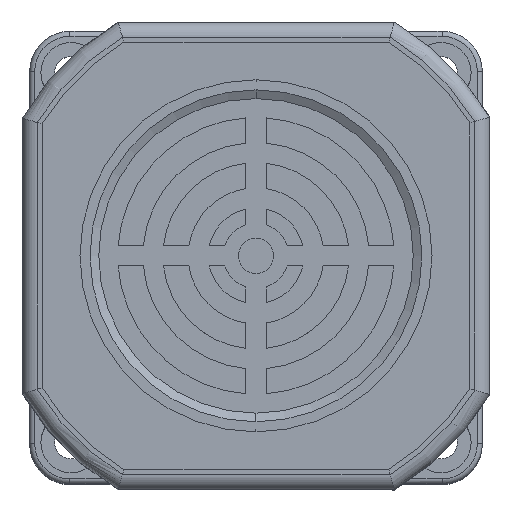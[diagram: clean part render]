
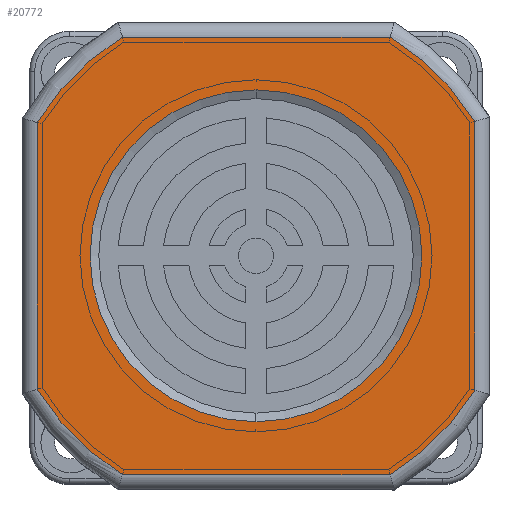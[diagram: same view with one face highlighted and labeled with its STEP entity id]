
A CAD part, top view. The second image highlights one B-rep face of the part: STEP entity #20772.
In plain terms, the highlighted face is planar.
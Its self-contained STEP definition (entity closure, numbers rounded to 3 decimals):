
#225 = CARTESIAN_POINT ( 'NONE',  ( 0., 0., -33. ) ) ;
#564 = DIRECTION ( 'NONE',  ( 0., 0., 1. ) ) ;
#852 = LINE ( 'NONE', #15843, #20893 ) ;
#984 = DIRECTION ( 'NONE',  ( 0., 0., -1. ) ) ;
#1231 = DIRECTION ( 'NONE',  ( 1., 0., 0. ) ) ;
#1342 = AXIS2_PLACEMENT_3D ( 'NONE', #7572, #9540, #23101 ) ;
#2495 = CARTESIAN_POINT ( 'NONE',  ( 26.673, 0., -43.5 ) ) ;
#2709 = LINE ( 'NONE', #22716, #22714 ) ;
#2911 = VERTEX_POINT ( 'NONE', #24314 ) ;
#3055 = CARTESIAN_POINT ( 'NONE',  ( -26.572, 0., -43.5 ) ) ;
#3230 = CARTESIAN_POINT ( 'NONE',  ( 0.05, 0., 0. ) ) ;
#3438 = DIRECTION ( 'NONE',  ( 0., -1., 0. ) ) ;
#3758 = AXIS2_PLACEMENT_3D ( 'NONE', #22505, #10914, #24446 ) ;
#3915 = AXIS2_PLACEMENT_3D ( 'NONE', #20327, #8670, #22255 ) ;
#4476 = ORIENTED_EDGE ( 'NONE', *, *, #15995, .F. ) ;
#4528 = CARTESIAN_POINT ( 'NONE',  ( 43.5, 0., -26.705 ) ) ;
#4632 = AXIS2_PLACEMENT_3D ( 'NONE', #23777, #12235, #564 ) ;
#4705 = AXIS2_PLACEMENT_3D ( 'NONE', #23202, #11624, #25144 ) ;
#5165 = DIRECTION ( 'NONE',  ( 0., 0., 1. ) ) ;
#5426 = AXIS2_PLACEMENT_3D ( 'NONE', #3230, #16845, #5165 ) ;
#5975 = VERTEX_POINT ( 'NONE', #225 ) ;
#7415 = VERTEX_POINT ( 'NONE', #13294 ) ;
#7572 = CARTESIAN_POINT ( 'NONE',  ( 0.05, 0., 0. ) ) ;
#8038 = ORIENTED_EDGE ( 'NONE', *, *, #19832, .T. ) ;
#8433 = CIRCLE ( 'NONE', #5426, 51. ) ;
#8670 = DIRECTION ( 'NONE',  ( 0., -1., 0. ) ) ;
#8779 = CARTESIAN_POINT ( 'NONE',  ( 0., 0., 33. ) ) ;
#9345 = LINE ( 'NONE', #20009, #14006 ) ;
#9540 = DIRECTION ( 'NONE',  ( 0., 1., 0. ) ) ;
#9628 = VERTEX_POINT ( 'NONE', #15455 ) ;
#9868 = ORIENTED_EDGE ( 'NONE', *, *, #19467, .T. ) ;
#9884 = VERTEX_POINT ( 'NONE', #3055 ) ;
#10276 = FACE_OUTER_BOUND ( 'NONE', #13246, .T. ) ;
#10914 = DIRECTION ( 'NONE',  ( 0., -1., 0. ) ) ;
#11624 = DIRECTION ( 'NONE',  ( 0., -1., 0. ) ) ;
#11649 = VERTEX_POINT ( 'NONE', #8779 ) ;
#11886 = ORIENTED_EDGE ( 'NONE', *, *, #19731, .T. ) ;
#12235 = DIRECTION ( 'NONE',  ( 0., -1., 0. ) ) ;
#12417 = CARTESIAN_POINT ( 'NONE',  ( 26.673, 0., 43.5 ) ) ;
#12676 = CARTESIAN_POINT ( 'NONE',  ( -43.5, 0., 0. ) ) ;
#13246 = EDGE_LOOP ( 'NONE', ( #9868, #14682, #16769, #20811, #11886, #8038, #14564, #18285 ) ) ;
#13294 = CARTESIAN_POINT ( 'NONE',  ( -43.5, 0., 26.54 ) ) ;
#14006 = VECTOR ( 'NONE', #21857, 1000. ) ;
#14428 = CIRCLE ( 'NONE', #16475, 33. ) ;
#14564 = ORIENTED_EDGE ( 'NONE', *, *, #19872, .T. ) ;
#14682 = ORIENTED_EDGE ( 'NONE', *, *, #19534, .T. ) ;
#14938 = VECTOR ( 'NONE', #984, 1000. ) ;
#15155 = CARTESIAN_POINT ( 'NONE',  ( 0., 0., 0. ) ) ;
#15455 = CARTESIAN_POINT ( 'NONE',  ( -26.572, 0., 43.5 ) ) ;
#15843 = CARTESIAN_POINT ( 'NONE',  ( 43.5, 0., 0. ) ) ;
#15995 = EDGE_CURVE ( 'NONE', #11649, #5975, #14428, .T. ) ;
#16005 = VERTEX_POINT ( 'NONE', #24434 ) ;
#16060 = ORIENTED_EDGE ( 'NONE', *, *, #20025, .F. ) ;
#16415 = CIRCLE ( 'NONE', #4705, 51. ) ;
#16475 = AXIS2_PLACEMENT_3D ( 'NONE', #15155, #3438, #17070 ) ;
#16769 = ORIENTED_EDGE ( 'NONE', *, *, #19575, .T. ) ;
#16845 = DIRECTION ( 'NONE',  ( 0., -1., 0. ) ) ;
#17070 = DIRECTION ( 'NONE',  ( 0., 0., -1. ) ) ;
#17322 = CIRCLE ( 'NONE', #3758, 33. ) ;
#17755 = DIRECTION ( 'NONE',  ( 0., 0., 1. ) ) ;
#18285 = ORIENTED_EDGE ( 'NONE', *, *, #19961, .T. ) ;
#18939 = EDGE_LOOP ( 'NONE', ( #16060, #4476 ) ) ;
#19467 = EDGE_CURVE ( 'NONE', #7415, #2911, #25129, .T. ) ;
#19534 = EDGE_CURVE ( 'NONE', #2911, #9884, #8433, .T. ) ;
#19575 = EDGE_CURVE ( 'NONE', #9884, #25017, #2709, .T. ) ;
#19695 = EDGE_CURVE ( 'NONE', #25017, #21409, #16415, .T. ) ;
#19731 = EDGE_CURVE ( 'NONE', #21409, #16005, #852, .T. ) ;
#19832 = EDGE_CURVE ( 'NONE', #16005, #19880, #24813, .T. ) ;
#19872 = EDGE_CURVE ( 'NONE', #19880, #9628, #9345, .T. ) ;
#19880 = VERTEX_POINT ( 'NONE', #12417 ) ;
#19961 = EDGE_CURVE ( 'NONE', #9628, #7415, #23000, .T. ) ;
#20009 = CARTESIAN_POINT ( 'NONE',  ( 0.05, 0., 43.5 ) ) ;
#20025 = EDGE_CURVE ( 'NONE', #5975, #11649, #17322, .T. ) ;
#20327 = CARTESIAN_POINT ( 'NONE',  ( 0.05, 0., 0. ) ) ;
#20599 = FACE_BOUND ( 'NONE', #18939, .T. ) ;
#20772 = ADVANCED_FACE ( 'NONE', ( #10276, #20599 ), #21197, .F. ) ;
#20811 = ORIENTED_EDGE ( 'NONE', *, *, #19695, .T. ) ;
#20893 = VECTOR ( 'NONE', #17755, 1000. ) ;
#21197 = PLANE ( 'NONE',  #1342 ) ;
#21409 = VERTEX_POINT ( 'NONE', #4528 ) ;
#21857 = DIRECTION ( 'NONE',  ( -1., 0., 0. ) ) ;
#22255 = DIRECTION ( 'NONE',  ( 0., 0., 1. ) ) ;
#22505 = CARTESIAN_POINT ( 'NONE',  ( 0., 0., 0. ) ) ;
#22714 = VECTOR ( 'NONE', #1231, 1000. ) ;
#22716 = CARTESIAN_POINT ( 'NONE',  ( 0.05, 0., -43.5 ) ) ;
#23000 = CIRCLE ( 'NONE', #3915, 51. ) ;
#23101 = DIRECTION ( 'NONE',  ( 0., 0., 1. ) ) ;
#23202 = CARTESIAN_POINT ( 'NONE',  ( 0.05, 0., 0. ) ) ;
#23777 = CARTESIAN_POINT ( 'NONE',  ( 0.05, 0., 0. ) ) ;
#24314 = CARTESIAN_POINT ( 'NONE',  ( -43.5, 0., -26.54 ) ) ;
#24434 = CARTESIAN_POINT ( 'NONE',  ( 43.5, 0., 26.705 ) ) ;
#24446 = DIRECTION ( 'NONE',  ( 0., 0., -1. ) ) ;
#24813 = CIRCLE ( 'NONE', #4632, 51. ) ;
#25017 = VERTEX_POINT ( 'NONE', #2495 ) ;
#25129 = LINE ( 'NONE', #12676, #14938 ) ;
#25144 = DIRECTION ( 'NONE',  ( 0., 0., 1. ) ) ;
